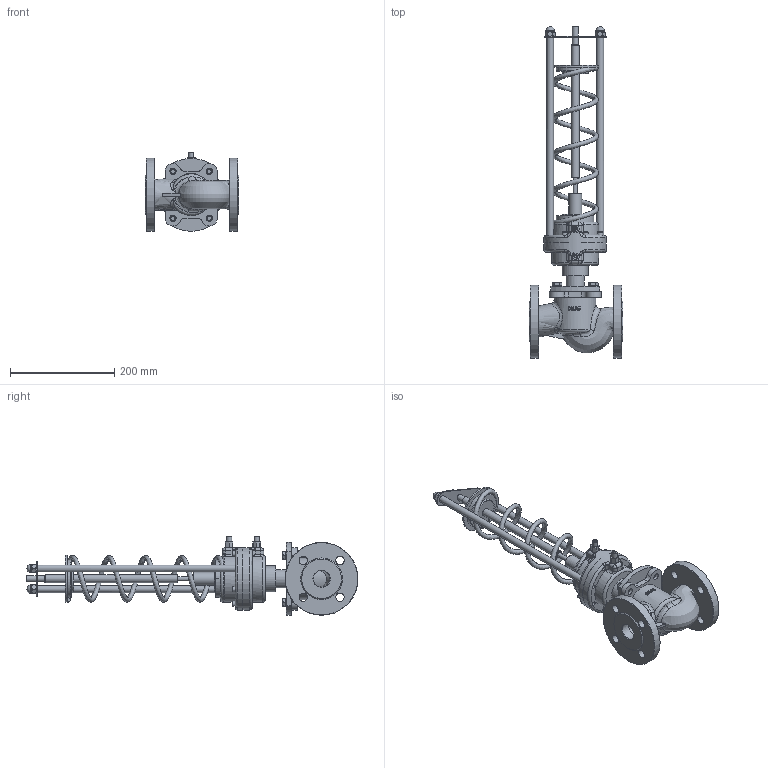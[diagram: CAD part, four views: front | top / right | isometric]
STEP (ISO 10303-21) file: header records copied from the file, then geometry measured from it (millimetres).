
FILE_DESCRIPTION(/* description */ (''),/* implementation_level */ '2;1');
FILE_NAME(/* name */ 'DN32_3D_STEP.stp',/* time_stamp */ '2024-04-25T13:03:11+03:00',/* author */ ('igorr'),/* organization */ (''),/* preprocessor_version */ 'ST-DEVELOPER v19.2',/* originating_system */ 'Autodesk Inventor 2023',/* authorisation */ '');
FILE_SCHEMA (('AUTOMOTIVE_DESIGN { 1 0 10303 214 3 1 1 }'));
Length unit declared in the file: millimetre
Products named in the file (6): Сборка; Деталь2; Деталь1; AS 1110 - M10 x 16; AS 1420 - 1973 - M6 x 10; CNS 4473 - M 10
Assembly tree (14 placements, depth 2):
  Сборка
    Деталь2
    Деталь1
    AS 1110 - M10 x 16  x4
    AS 1420 - 1973 - M6 x 10  x6
    CNS 4473 - M 10  x2
Bounding box: 180 x 638 x 150.75 mm (x, y, z)
Volume: 2372333.2 mm3; surface area: 364183.6 mm2
Topology: 14 solids, 15 shells, 573 faces, 1423 edges, 901 vertices
Faces by surface type: plane 252, cylinder 148, cone 78, bspline 52, torus 33, sphere 10
Full cylindrical faces by diameter (mm): 4.49 x2, 4.902 x1, 6 x6, 7 x17, 8 x1, 8.376 x2, 9.994 x2, 10 x10, 11 x4, 12 x6, 13.036 x1, 13.497 x1, 15 x2, 16 x14, 25 x1, 32 x2, 35 x1, 50 x3, 72 x1, 80 x1, 90 x2, 120 x1, 140 x2
Entity records: 19027 total; most frequent: CARTESIAN_POINT 8703, ORIENTED_EDGE 2050, DIRECTION 1994, EDGE_CURVE 1025, AXIS2_PLACEMENT_3D 819, VERTEX_POINT 658, EDGE_LOOP 491, CIRCLE 416
